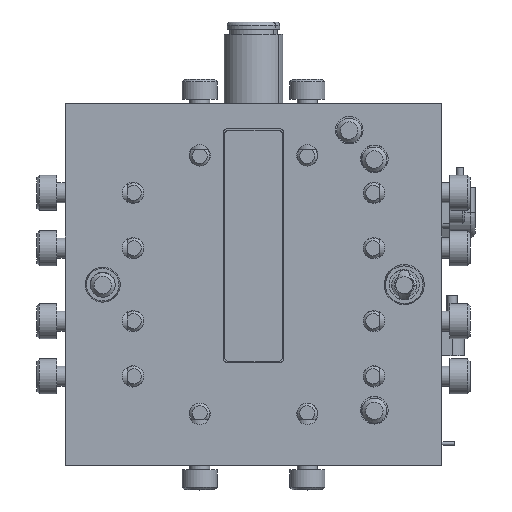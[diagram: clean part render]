
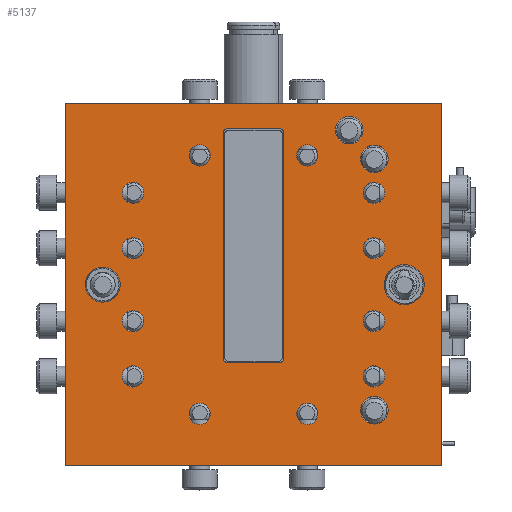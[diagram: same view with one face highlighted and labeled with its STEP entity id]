
A CAD part, top view. The second image highlights one B-rep face of the part: STEP entity #5137.
In plain terms, the highlighted face is planar.
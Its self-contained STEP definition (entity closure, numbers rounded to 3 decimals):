
#1084=FACE_BOUND('',#6640,.T.);
#1085=FACE_BOUND('',#6641,.T.);
#1086=FACE_BOUND('',#6642,.T.);
#1087=FACE_BOUND('',#6643,.T.);
#1088=FACE_BOUND('',#6644,.T.);
#1089=FACE_BOUND('',#6645,.T.);
#1090=FACE_BOUND('',#6646,.T.);
#1091=FACE_BOUND('',#6647,.T.);
#1092=FACE_BOUND('',#6648,.T.);
#1093=FACE_BOUND('',#6649,.T.);
#1094=FACE_BOUND('',#6650,.T.);
#1095=FACE_BOUND('',#6651,.T.);
#1096=FACE_BOUND('',#6652,.T.);
#1097=FACE_BOUND('',#6653,.T.);
#1098=FACE_BOUND('',#6654,.T.);
#1099=FACE_BOUND('',#6655,.T.);
#1100=FACE_BOUND('',#6656,.T.);
#1101=FACE_BOUND('',#6657,.T.);
#1102=FACE_BOUND('',#6658,.T.);
#1532=CIRCLE('',#13780,2.125);
#1533=CIRCLE('',#13781,2.125);
#1534=CIRCLE('',#13782,2.125);
#1535=CIRCLE('',#13783,2.125);
#1536=CIRCLE('',#13784,2.125);
#1537=CIRCLE('',#13785,2.125);
#1538=CIRCLE('',#13786,2.125);
#1539=CIRCLE('',#13787,2.125);
#1540=CIRCLE('',#13788,2.125);
#1541=CIRCLE('',#13789,2.125);
#1542=CIRCLE('',#13790,2.125);
#1543=CIRCLE('',#13791,2.125);
#1544=CIRCLE('',#13792,3.488);
#1545=CIRCLE('',#13793,3.988);
#1546=CIRCLE('',#13794,2.75);
#1547=CIRCLE('',#13795,2.75);
#1548=CIRCLE('',#13796,2.75);
#1549=CIRCLE('',#13797,0.794);
#1550=CIRCLE('',#13798,0.794);
#1551=CIRCLE('',#13799,0.794);
#1552=CIRCLE('',#13800,0.794);
#5137=ADVANCED_FACE('',(#1084,#1085,#1086,#1087,#1088,#1089,#1090,#1091,
#1092,#1093,#1094,#1095,#1096,#1097,#1098,#1099,#1100,#1101,#1102),#5770,
 .F.);
#5770=PLANE('',#13801);
#6640=EDGE_LOOP('',(#7678));
#6641=EDGE_LOOP('',(#7679));
#6642=EDGE_LOOP('',(#7680));
#6643=EDGE_LOOP('',(#7681));
#6644=EDGE_LOOP('',(#7682));
#6645=EDGE_LOOP('',(#7683));
#6646=EDGE_LOOP('',(#7684));
#6647=EDGE_LOOP('',(#7685));
#6648=EDGE_LOOP('',(#7686));
#6649=EDGE_LOOP('',(#7687));
#6650=EDGE_LOOP('',(#7688));
#6651=EDGE_LOOP('',(#7689));
#6652=EDGE_LOOP('',(#7690));
#6653=EDGE_LOOP('',(#7691));
#6654=EDGE_LOOP('',(#7692));
#6655=EDGE_LOOP('',(#7693));
#6656=EDGE_LOOP('',(#7694));
#6657=EDGE_LOOP('',(#7695,#7696,#7697,#7698,#7699,#7700,#7701,#7702));
#6658=EDGE_LOOP('',(#7703,#7704,#7705,#7706));
#7678=ORIENTED_EDGE('',*,*,#11126,.T.);
#7679=ORIENTED_EDGE('',*,*,#11127,.T.);
#7680=ORIENTED_EDGE('',*,*,#11128,.T.);
#7681=ORIENTED_EDGE('',*,*,#11129,.T.);
#7682=ORIENTED_EDGE('',*,*,#11130,.T.);
#7683=ORIENTED_EDGE('',*,*,#11131,.T.);
#7684=ORIENTED_EDGE('',*,*,#11132,.T.);
#7685=ORIENTED_EDGE('',*,*,#11133,.T.);
#7686=ORIENTED_EDGE('',*,*,#11134,.T.);
#7687=ORIENTED_EDGE('',*,*,#11135,.T.);
#7688=ORIENTED_EDGE('',*,*,#11136,.T.);
#7689=ORIENTED_EDGE('',*,*,#11137,.T.);
#7690=ORIENTED_EDGE('',*,*,#11138,.T.);
#7691=ORIENTED_EDGE('',*,*,#11139,.T.);
#7692=ORIENTED_EDGE('',*,*,#11140,.T.);
#7693=ORIENTED_EDGE('',*,*,#11141,.T.);
#7694=ORIENTED_EDGE('',*,*,#11142,.T.);
#7695=ORIENTED_EDGE('',*,*,#11143,.F.);
#7696=ORIENTED_EDGE('',*,*,#11144,.T.);
#7697=ORIENTED_EDGE('',*,*,#11145,.F.);
#7698=ORIENTED_EDGE('',*,*,#11146,.T.);
#7699=ORIENTED_EDGE('',*,*,#11147,.F.);
#7700=ORIENTED_EDGE('',*,*,#11148,.T.);
#7701=ORIENTED_EDGE('',*,*,#11149,.F.);
#7702=ORIENTED_EDGE('',*,*,#11150,.T.);
#7703=ORIENTED_EDGE('',*,*,#11110,.F.);
#7704=ORIENTED_EDGE('',*,*,#11125,.F.);
#7705=ORIENTED_EDGE('',*,*,#11121,.F.);
#7706=ORIENTED_EDGE('',*,*,#11115,.F.);
#10158=VERTEX_POINT('',#17971);
#10159=VERTEX_POINT('',#17972);
#10162=VERTEX_POINT('',#17981);
#10167=VERTEX_POINT('',#17993);
#10170=VERTEX_POINT('',#18003);
#10171=VERTEX_POINT('',#18005);
#10172=VERTEX_POINT('',#18007);
#10173=VERTEX_POINT('',#18009);
#10174=VERTEX_POINT('',#18011);
#10175=VERTEX_POINT('',#18013);
#10176=VERTEX_POINT('',#18015);
#10177=VERTEX_POINT('',#18017);
#10178=VERTEX_POINT('',#18019);
#10179=VERTEX_POINT('',#18021);
#10180=VERTEX_POINT('',#18023);
#10181=VERTEX_POINT('',#18025);
#10182=VERTEX_POINT('',#18027);
#10183=VERTEX_POINT('',#18029);
#10184=VERTEX_POINT('',#18031);
#10185=VERTEX_POINT('',#18033);
#10186=VERTEX_POINT('',#18035);
#10187=VERTEX_POINT('',#18037);
#10188=VERTEX_POINT('',#18038);
#10189=VERTEX_POINT('',#18040);
#10190=VERTEX_POINT('',#18042);
#10191=VERTEX_POINT('',#18044);
#10192=VERTEX_POINT('',#18046);
#10193=VERTEX_POINT('',#18048);
#10194=VERTEX_POINT('',#18050);
#11110=EDGE_CURVE('',#10158,#10159,#12355,.T.);
#11115=EDGE_CURVE('',#10159,#10162,#12358,.T.);
#11121=EDGE_CURVE('',#10162,#10167,#12360,.T.);
#11125=EDGE_CURVE('',#10167,#10158,#12362,.T.);
#11126=EDGE_CURVE('',#10170,#10170,#1532,.T.);
#11127=EDGE_CURVE('',#10171,#10171,#1533,.T.);
#11128=EDGE_CURVE('',#10172,#10172,#1534,.T.);
#11129=EDGE_CURVE('',#10173,#10173,#1535,.T.);
#11130=EDGE_CURVE('',#10174,#10174,#1536,.T.);
#11131=EDGE_CURVE('',#10175,#10175,#1537,.T.);
#11132=EDGE_CURVE('',#10176,#10176,#1538,.T.);
#11133=EDGE_CURVE('',#10177,#10177,#1539,.T.);
#11134=EDGE_CURVE('',#10178,#10178,#1540,.T.);
#11135=EDGE_CURVE('',#10179,#10179,#1541,.T.);
#11136=EDGE_CURVE('',#10180,#10180,#1542,.T.);
#11137=EDGE_CURVE('',#10181,#10181,#1543,.T.);
#11138=EDGE_CURVE('',#10182,#10182,#1544,.T.);
#11139=EDGE_CURVE('',#10183,#10183,#1545,.T.);
#11140=EDGE_CURVE('',#10184,#10184,#1546,.T.);
#11141=EDGE_CURVE('',#10185,#10185,#1547,.T.);
#11142=EDGE_CURVE('',#10186,#10186,#1548,.T.);
#11143=EDGE_CURVE('',#10187,#10188,#12363,.T.);
#11144=EDGE_CURVE('',#10187,#10189,#1549,.T.);
#11145=EDGE_CURVE('',#10190,#10189,#12364,.T.);
#11146=EDGE_CURVE('',#10190,#10191,#1550,.T.);
#11147=EDGE_CURVE('',#10192,#10191,#12365,.T.);
#11148=EDGE_CURVE('',#10192,#10193,#1551,.T.);
#11149=EDGE_CURVE('',#10194,#10193,#12366,.T.);
#11150=EDGE_CURVE('',#10194,#10188,#1552,.T.);
#12355=LINE('',#17970,#13066);
#12358=LINE('',#17980,#13069);
#12360=LINE('',#17992,#13071);
#12362=LINE('',#18000,#13073);
#12363=LINE('',#18036,#13074);
#12364=LINE('',#18041,#13075);
#12365=LINE('',#18045,#13076);
#12366=LINE('',#18049,#13077);
#13066=VECTOR('',#15038,1.);
#13069=VECTOR('',#15047,1.);
#13071=VECTOR('',#15059,1.);
#13073=VECTOR('',#15067,1.);
#13074=VECTOR('',#15104,1.);
#13075=VECTOR('',#15107,1.);
#13076=VECTOR('',#15110,1.);
#13077=VECTOR('',#15113,1.);
#13780=AXIS2_PLACEMENT_3D('',#18002,#15070,#15071);
#13781=AXIS2_PLACEMENT_3D('',#18004,#15072,#15073);
#13782=AXIS2_PLACEMENT_3D('',#18006,#15074,#15075);
#13783=AXIS2_PLACEMENT_3D('',#18008,#15076,#15077);
#13784=AXIS2_PLACEMENT_3D('',#18010,#15078,#15079);
#13785=AXIS2_PLACEMENT_3D('',#18012,#15080,#15081);
#13786=AXIS2_PLACEMENT_3D('',#18014,#15082,#15083);
#13787=AXIS2_PLACEMENT_3D('',#18016,#15084,#15085);
#13788=AXIS2_PLACEMENT_3D('',#18018,#15086,#15087);
#13789=AXIS2_PLACEMENT_3D('',#18020,#15088,#15089);
#13790=AXIS2_PLACEMENT_3D('',#18022,#15090,#15091);
#13791=AXIS2_PLACEMENT_3D('',#18024,#15092,#15093);
#13792=AXIS2_PLACEMENT_3D('',#18026,#15094,#15095);
#13793=AXIS2_PLACEMENT_3D('',#18028,#15096,#15097);
#13794=AXIS2_PLACEMENT_3D('',#18030,#15098,#15099);
#13795=AXIS2_PLACEMENT_3D('',#18032,#15100,#15101);
#13796=AXIS2_PLACEMENT_3D('',#18034,#15102,#15103);
#13797=AXIS2_PLACEMENT_3D('',#18039,#15105,#15106);
#13798=AXIS2_PLACEMENT_3D('',#18043,#15108,#15109);
#13799=AXIS2_PLACEMENT_3D('',#18047,#15111,#15112);
#13800=AXIS2_PLACEMENT_3D('',#18051,#15114,#15115);
#13801=AXIS2_PLACEMENT_3D('',#18052,#15116,#15117);
#15038=DIRECTION('',(0.,-1.,0.));
#15047=DIRECTION('',(1.,0.,0.));
#15059=DIRECTION('',(0.,1.,0.));
#15067=DIRECTION('',(-1.,0.,0.));
#15070=DIRECTION('',(0.,0.,1.));
#15071=DIRECTION('',(1.,0.,0.));
#15072=DIRECTION('',(0.,0.,1.));
#15073=DIRECTION('',(1.,0.,0.));
#15074=DIRECTION('',(0.,0.,1.));
#15075=DIRECTION('',(1.,0.,0.));
#15076=DIRECTION('',(0.,0.,1.));
#15077=DIRECTION('',(1.,0.,0.));
#15078=DIRECTION('',(0.,0.,1.));
#15079=DIRECTION('',(1.,0.,0.));
#15080=DIRECTION('',(0.,0.,1.));
#15081=DIRECTION('',(1.,0.,0.));
#15082=DIRECTION('',(0.,0.,1.));
#15083=DIRECTION('',(1.,0.,0.));
#15084=DIRECTION('',(0.,0.,1.));
#15085=DIRECTION('',(1.,0.,0.));
#15086=DIRECTION('',(0.,0.,1.));
#15087=DIRECTION('',(1.,0.,0.));
#15088=DIRECTION('',(0.,0.,1.));
#15089=DIRECTION('',(1.,0.,0.));
#15090=DIRECTION('',(0.,0.,1.));
#15091=DIRECTION('',(1.,0.,0.));
#15092=DIRECTION('',(0.,0.,1.));
#15093=DIRECTION('',(1.,0.,0.));
#15094=DIRECTION('',(0.,0.,1.));
#15095=DIRECTION('',(1.,0.,0.));
#15096=DIRECTION('',(0.,0.,1.));
#15097=DIRECTION('',(1.,0.,0.));
#15098=DIRECTION('',(0.,0.,1.));
#15099=DIRECTION('',(1.,0.,0.));
#15100=DIRECTION('',(0.,0.,1.));
#15101=DIRECTION('',(1.,0.,0.));
#15102=DIRECTION('',(0.,0.,1.));
#15103=DIRECTION('',(1.,0.,0.));
#15104=DIRECTION('',(1.,0.,0.));
#15105=DIRECTION('',(0.,0.,1.));
#15106=DIRECTION('',(1.,0.,0.));
#15107=DIRECTION('',(0.,1.,0.));
#15108=DIRECTION('',(0.,0.,1.));
#15109=DIRECTION('',(1.,0.,0.));
#15110=DIRECTION('',(-1.,0.,0.));
#15111=DIRECTION('',(0.,0.,1.));
#15112=DIRECTION('',(1.,0.,0.));
#15113=DIRECTION('',(0.,-1.,0.));
#15114=DIRECTION('',(0.,0.,1.));
#15115=DIRECTION('',(1.,0.,0.));
#15116=DIRECTION('',(0.,0.,1.));
#15117=DIRECTION('',(1.,0.,0.));
#17970=CARTESIAN_POINT('',(-37.5,36.,0.));
#17971=CARTESIAN_POINT('',(-37.5,36.,0.));
#17972=CARTESIAN_POINT('',(-37.5,-36.,0.));
#17980=CARTESIAN_POINT('',(-37.5,-36.,0.));
#17981=CARTESIAN_POINT('',(37.5,-36.,0.));
#17992=CARTESIAN_POINT('',(37.5,-36.,0.));
#17993=CARTESIAN_POINT('',(37.5,36.,0.));
#18000=CARTESIAN_POINT('',(37.5,36.,0.));
#18002=CARTESIAN_POINT('',(-23.975,18.25,0.));
#18003=CARTESIAN_POINT('',(-21.85,18.25,0.));
#18004=CARTESIAN_POINT('',(-23.975,7.25,0.));
#18005=CARTESIAN_POINT('',(-21.85,7.25,0.));
#18006=CARTESIAN_POINT('',(23.975,18.25,0.));
#18007=CARTESIAN_POINT('',(26.1,18.25,0.));
#18008=CARTESIAN_POINT('',(23.975,7.25,0.));
#18009=CARTESIAN_POINT('',(26.1,7.25,0.));
#18010=CARTESIAN_POINT('',(23.975,-7.25,0.));
#18011=CARTESIAN_POINT('',(26.1,-7.25,0.));
#18012=CARTESIAN_POINT('',(23.975,-18.25,0.));
#18013=CARTESIAN_POINT('',(26.1,-18.25,0.));
#18014=CARTESIAN_POINT('',(10.7,25.725,0.));
#18015=CARTESIAN_POINT('',(12.825,25.725,0.));
#18016=CARTESIAN_POINT('',(10.7,-25.725,0.));
#18017=CARTESIAN_POINT('',(12.825,-25.725,0.));
#18018=CARTESIAN_POINT('',(-10.7,25.725,0.));
#18019=CARTESIAN_POINT('',(-8.575,25.725,0.));
#18020=CARTESIAN_POINT('',(-10.7,-25.725,0.));
#18021=CARTESIAN_POINT('',(-8.575,-25.725,0.));
#18022=CARTESIAN_POINT('',(-23.975,-7.25,0.));
#18023=CARTESIAN_POINT('',(-21.85,-7.25,0.));
#18024=CARTESIAN_POINT('',(-23.975,-18.25,0.));
#18025=CARTESIAN_POINT('',(-21.85,-18.25,0.));
#18026=CARTESIAN_POINT('',(-30.,0.,0.));
#18027=CARTESIAN_POINT('',(-26.513,0.,0.));
#18028=CARTESIAN_POINT('',(30.,0.,0.));
#18029=CARTESIAN_POINT('',(33.988,0.,0.));
#18030=CARTESIAN_POINT('',(24.05,25.,0.));
#18031=CARTESIAN_POINT('',(26.8,25.,0.));
#18032=CARTESIAN_POINT('',(24.05,-25.,0.));
#18033=CARTESIAN_POINT('',(26.8,-25.,0.));
#18034=CARTESIAN_POINT('',(19.05,-30.75,0.));
#18035=CARTESIAN_POINT('',(21.8,-30.75,0.));
#18036=CARTESIAN_POINT('',(-6.,15.5,0.));
#18037=CARTESIAN_POINT('',(-5.206,15.5,0.));
#18038=CARTESIAN_POINT('',(5.206,15.5,0.));
#18039=CARTESIAN_POINT('',(-5.206,14.706,0.));
#18040=CARTESIAN_POINT('',(-6.,14.706,0.));
#18041=CARTESIAN_POINT('',(-6.,-31.,0.));
#18042=CARTESIAN_POINT('',(-6.,-30.206,0.));
#18043=CARTESIAN_POINT('',(-5.206,-30.206,0.));
#18044=CARTESIAN_POINT('',(-5.206,-31.,0.));
#18045=CARTESIAN_POINT('',(6.,-31.,0.));
#18046=CARTESIAN_POINT('',(5.206,-31.,0.));
#18047=CARTESIAN_POINT('',(5.206,-30.206,0.));
#18048=CARTESIAN_POINT('',(6.,-30.206,0.));
#18049=CARTESIAN_POINT('',(6.,15.5,0.));
#18050=CARTESIAN_POINT('',(6.,14.706,0.));
#18051=CARTESIAN_POINT('',(5.206,14.706,0.));
#18052=CARTESIAN_POINT('',(0.,0.,0.));
